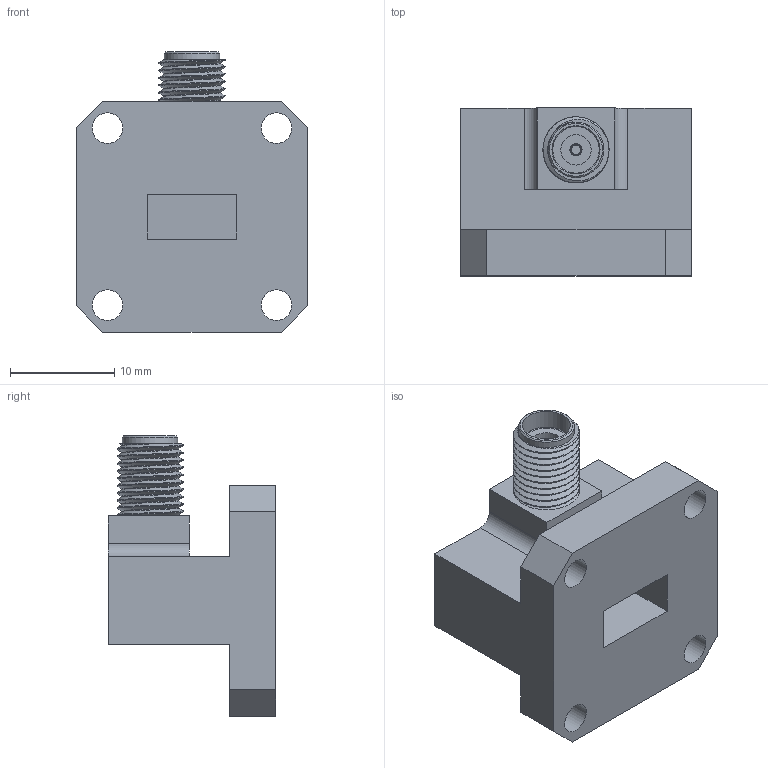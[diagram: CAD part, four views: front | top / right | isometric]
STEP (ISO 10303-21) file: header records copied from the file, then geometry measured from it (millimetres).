
FILE_DESCRIPTION (( 'STEP AP203' ), '1' );
FILE_NAME ('PE9827_3D.step', '2020-07-31T14:35:44', ( '' ), ( '' ), 'SwSTEP 2.0', 'SolidWorks 2018', '' );
FILE_SCHEMA (( 'CONFIG_CONTROL_DESIGN' ));
Length unit declared in the file: inch
Products named in the file (1): PE9827_3D
Bounding box: 22.23 x 16.13 x 26.97 mm (x, y, z)
Volume: 4059.1 mm3; surface area: 3128.4 mm2
Topology: 1 solids, 3 shells, 129 faces, 360 edges, 241 vertices
Faces by surface type: plane 71, cone 26, cylinder 24, bspline 8
Full cylindrical faces by diameter (mm): 0.914 x1, 1.168 x1, 2.646 x6, 2.794 x2, 2.92 x1, 2.946 x4, 4.623 x1, 5.334 x1
Entity records: 7163 total; most frequent: CARTESIAN_POINT 4290, ORIENTED_EDGE 604, DIRECTION 506, EDGE_CURVE 302, VERTEX_POINT 214, AXIS2_PLACEMENT_3D 186, EDGE_LOOP 164, FACE_OUTER_BOUND 136
